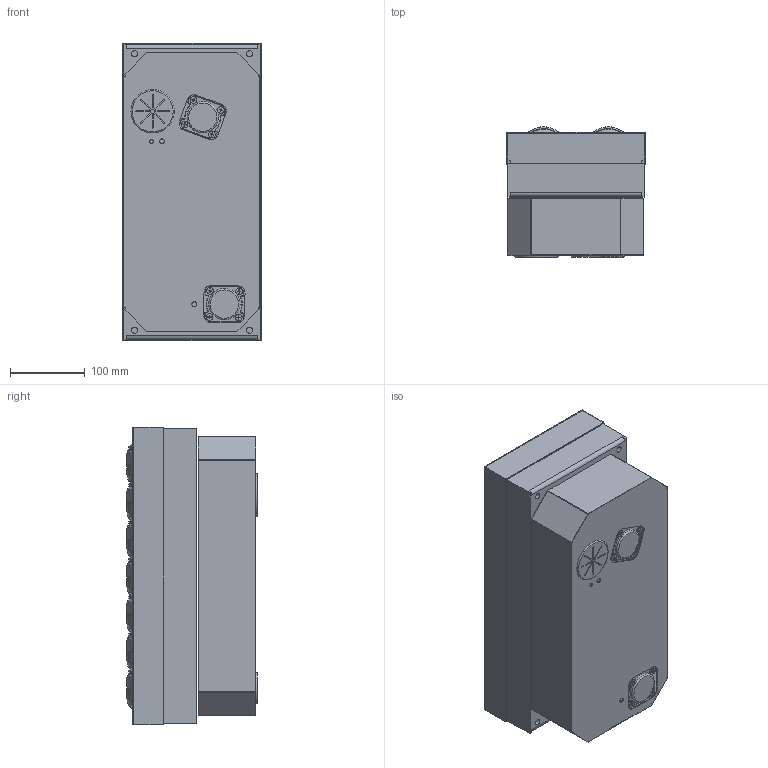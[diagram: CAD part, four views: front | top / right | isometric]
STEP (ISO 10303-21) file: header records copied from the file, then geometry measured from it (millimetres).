
FILE_DESCRIPTION(/* description */ (''),/* implementation_level */ '2;1');
FILE_NAME(/* name */ 'MABS2(400L)_簡略化_2.stp',/* time_stamp */ '2022-08-25T16:12:50+09:00',/* author */ ('n-yokoyama'),/* organization */ (''),/* preprocessor_version */ 'ST-DEVELOPER v18.1',/* originating_system */ 'Autodesk Inventor 2022',/* authorisation */ '');
FILE_SCHEMA (('AUTOMOTIVE_DESIGN { 1 0 10303 214 3 1 1 }'));
Products named in the file (1): MABS2(400L)_簡略化_2
Bounding box: 186 x 175 x 398 mm (x, y, z)
Volume: 5007549 mm3; surface area: 932662.6 mm2
Topology: 8 solids, 8 shells, 2384 faces, 6918 edges, 4444 vertices
Faces by surface type: plane 974, torus 638, cylinder 572, cone 165, bspline 35
Full cylindrical faces by diameter (mm): 2 x1, 4.8 x1, 6.5 x2, 8 x4, 9 x14, 11 x28, 11.5 x2, 14 x14, 42 x2, 53 x1, 72.2 x7, 75.712 x7, 76.8 x7, 77.4 x7, 82.5 x7, 86.6 x7, 87.4 x7, 91.5 x7
Entity records: 85852 total; most frequent: CARTESIAN_POINT 17726, DIRECTION 14748, ORIENTED_EDGE 13836, EDGE_CURVE 6918, AXIS2_PLACEMENT_3D 5851, VERTEX_POINT 4444, CIRCLE 3497, LINE 3046
